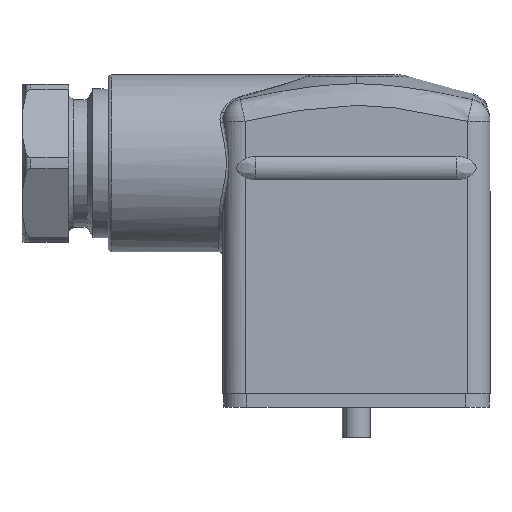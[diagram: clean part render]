
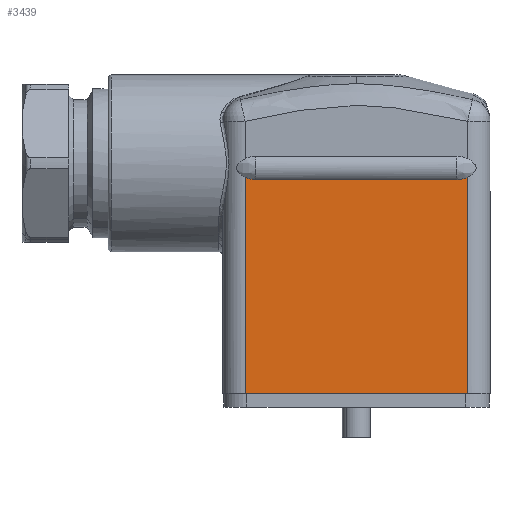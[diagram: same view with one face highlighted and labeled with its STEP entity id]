
A CAD part, left-side view. The second image highlights one B-rep face of the part: STEP entity #3439.
In plain terms, the highlighted planar face has unit normal (-1, 0, 0).
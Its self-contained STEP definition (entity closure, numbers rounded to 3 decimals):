
#3429=AXIS2_PLACEMENT_3D('Plane Axis2P3D',#3426,#3427,#3428) ;
#2558=CARTESIAN_POINT('Vertex',(0.6,26.3,4.7)) ;
#2561=CARTESIAN_POINT('Line Origine',(0.6,26.3,38.9)) ;
#2565=CARTESIAN_POINT('Vertex',(0.6,26.3,27.904)) ;
#2666=CARTESIAN_POINT('Vertex',(0.6,25.15,27.651)) ;
#2670=CARTESIAN_POINT('Control Point',(0.6,26.3,27.904)) ;
#2671=CARTESIAN_POINT('Control Point',(0.6,26.03,27.762)) ;
#2672=CARTESIAN_POINT('Control Point',(0.6,25.739,27.688)) ;
#2673=CARTESIAN_POINT('Control Point',(0.6,25.441,27.651)) ;
#2674=CARTESIAN_POINT('Control Point',(0.6,25.15,27.651)) ;
#2689=CARTESIAN_POINT('Line Origine',(0.6,25.15,27.651)) ;
#2693=CARTESIAN_POINT('Vertex',(0.6,3.55,27.651)) ;
#2727=CARTESIAN_POINT('Control Point',(0.6,3.55,27.651)) ;
#2728=CARTESIAN_POINT('Control Point',(0.6,3.259,27.651)) ;
#2729=CARTESIAN_POINT('Control Point',(0.6,2.971,27.686)) ;
#2730=CARTESIAN_POINT('Control Point',(0.6,2.671,27.762)) ;
#2731=CARTESIAN_POINT('Control Point',(0.6,2.4,27.904)) ;
#2732=CARTESIAN_POINT('Vertex',(0.6,2.4,27.904)) ;
#2768=CARTESIAN_POINT('Line Origine',(0.6,2.4,38.9)) ;
#2772=CARTESIAN_POINT('Vertex',(0.6,2.4,4.7)) ;
#2847=CARTESIAN_POINT('Line Origine',(0.6,14.35,4.7)) ;
#3426=CARTESIAN_POINT('Axis2P3D Location',(0.6,0.,38.9)) ;
#2562=DIRECTION('Vector Direction',(0.,0.,-1.)) ;
#2690=DIRECTION('Vector Direction',(0.,-1.,0.)) ;
#2769=DIRECTION('Vector Direction',(0.,0.,-1.)) ;
#2848=DIRECTION('Vector Direction',(0.,1.,0.)) ;
#3427=DIRECTION('Axis2P3D Direction',(-1.,0.,0.)) ;
#3428=DIRECTION('Axis2P3D XDirection',(0.,0.,1.)) ;
#2563=VECTOR('Line Direction',#2562,1.) ;
#2691=VECTOR('Line Direction',#2690,1.) ;
#2770=VECTOR('Line Direction',#2769,1.) ;
#2849=VECTOR('Line Direction',#2848,1.) ;
#3432=ORIENTED_EDGE('',*,*,#2675,.F.) ;
#3433=ORIENTED_EDGE('',*,*,#2567,.T.) ;
#3434=ORIENTED_EDGE('',*,*,#2851,.F.) ;
#3435=ORIENTED_EDGE('',*,*,#2774,.T.) ;
#3436=ORIENTED_EDGE('',*,*,#2734,.F.) ;
#3437=ORIENTED_EDGE('',*,*,#2695,.F.) ;
#3439=ADVANCED_FACE('Hauptkoerper',(#3438),#3430,.T.) ;
#2669=B_SPLINE_CURVE_WITH_KNOTS('',4,(#2670,#2671,#2672,#2673,#2674),.UNSPECIFIED.,.F.,.U.,(5,5),(0.,1.836),.UNSPECIFIED.) ;
#2726=B_SPLINE_CURVE_WITH_KNOTS('',4,(#2727,#2728,#2729,#2730,#2731),.UNSPECIFIED.,.F.,.U.,(5,5),(0.,1.838),.UNSPECIFIED.) ;
#2567=EDGE_CURVE('',#2566,#2559,#2564,.T.) ;
#2675=EDGE_CURVE('',#2566,#2667,#2669,.T.) ;
#2695=EDGE_CURVE('',#2667,#2694,#2692,.T.) ;
#2734=EDGE_CURVE('',#2694,#2733,#2726,.T.) ;
#2774=EDGE_CURVE('',#2773,#2733,#2771,.F.) ;
#2851=EDGE_CURVE('',#2773,#2559,#2850,.T.) ;
#3431=EDGE_LOOP('',(#3432,#3433,#3434,#3435,#3436,#3437)) ;
#3438=FACE_OUTER_BOUND('',#3431,.T.) ;
#2564=LINE('Line',#2561,#2563) ;
#2692=LINE('Line',#2689,#2691) ;
#2771=LINE('Line',#2768,#2770) ;
#2850=LINE('Line',#2847,#2849) ;
#3430=PLANE('',#3429) ;
#2559=VERTEX_POINT('',#2558) ;
#2566=VERTEX_POINT('',#2565) ;
#2667=VERTEX_POINT('',#2666) ;
#2694=VERTEX_POINT('',#2693) ;
#2733=VERTEX_POINT('',#2732) ;
#2773=VERTEX_POINT('',#2772) ;
